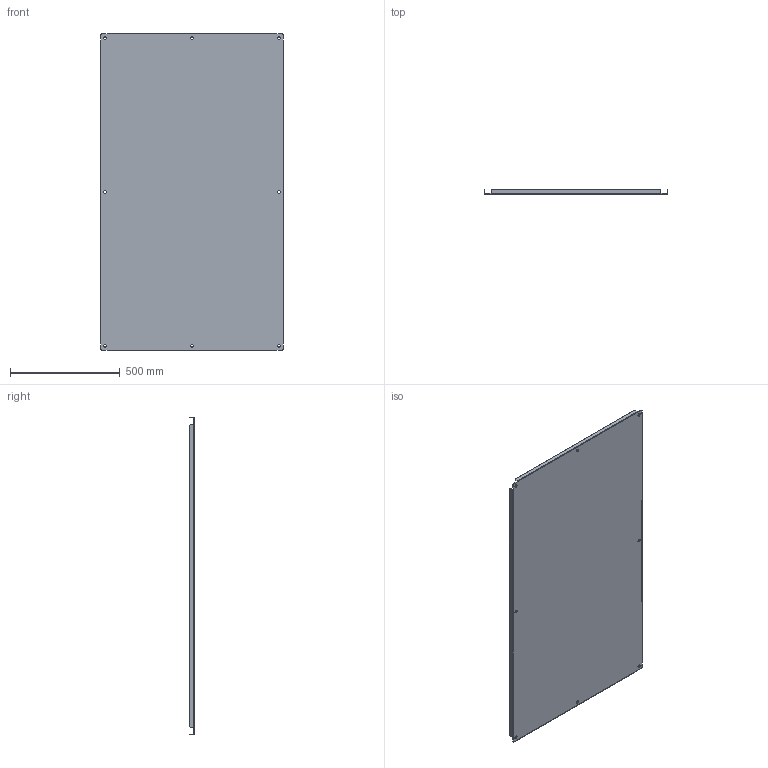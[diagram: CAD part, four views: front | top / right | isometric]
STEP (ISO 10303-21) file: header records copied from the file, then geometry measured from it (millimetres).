
FILE_DESCRIPTION (( 'STEP AP214' ), '1' );
FILE_NAME ('18A5733.STEP', '2019-09-13T17:47:20', ( '' ), ( '' ), 'SwSTEP 2.0', 'SolidWorks 2018', '' );
FILE_SCHEMA (( 'AUTOMOTIVE_DESIGN' ));
Length unit declared in the file: inch
Products named in the file (1): 18A5733
Bounding box: 838.2 x 19.05 x 1447.8 mm (x, y, z)
Volume: 3088270.4 mm3; surface area: 2571722 mm2
Topology: 1 solids, 1 shells, 58 faces, 152 edges, 96 vertices
Faces by surface type: plane 30, cylinder 28
Full cylindrical faces by diameter (mm): 12.7 x8
Entity records: 2570 total; most frequent: DIRECTION 318, CARTESIAN_POINT 299, ORIENTED_EDGE 288, EDGE_CURVE 144, AXIS2_PLACEMENT_3D 115, VERTEX_POINT 96, LINE 88, VECTOR 88
